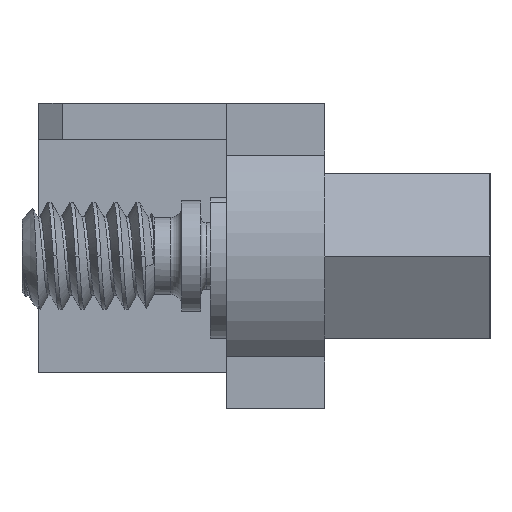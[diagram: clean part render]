
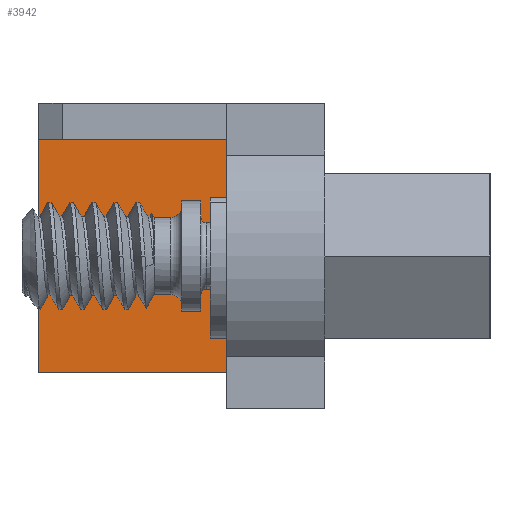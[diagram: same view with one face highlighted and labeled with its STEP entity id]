
A CAD part, left-side view. The second image highlights one B-rep face of the part: STEP entity #3942.
In plain terms, the highlighted planar face has unit normal (-1, 0, 0).
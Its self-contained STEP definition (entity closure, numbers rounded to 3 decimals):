
#624=FACE_OUTER_BOUND('',#904,.T.);
#904=EDGE_LOOP('',(#3044,#3045,#3046,#3047));
#1058=LINE('',#5702,#1374);
#1155=LINE('',#6039,#1471);
#1203=LINE('',#6146,#1519);
#1207=LINE('',#6154,#1523);
#1374=VECTOR('',#4637,4.23);
#1471=VECTOR('',#4978,4.23);
#1519=VECTOR('',#5094,3.42);
#1523=VECTOR('',#5106,3.42);
#1690=VERTEX_POINT('',#5699);
#1691=VERTEX_POINT('',#5701);
#1808=VERTEX_POINT('',#6036);
#1809=VERTEX_POINT('',#6038);
#2055=EDGE_CURVE('',#1691,#1690,#1058,.T.);
#2214=EDGE_CURVE('',#1808,#1809,#1155,.T.);
#2268=EDGE_CURVE('',#1691,#1808,#1203,.T.);
#2272=EDGE_CURVE('',#1690,#1809,#1207,.T.);
#3044=ORIENTED_EDGE('',*,*,#2214,.F.);
#3045=ORIENTED_EDGE('',*,*,#2268,.F.);
#3046=ORIENTED_EDGE('',*,*,#2055,.T.);
#3047=ORIENTED_EDGE('',*,*,#2272,.T.);
#3802=PLANE('',#4415);
#3942=ADVANCED_FACE('',(#624),#3802,.T.);
#4415=AXIS2_PLACEMENT_3D('',#6153,#5104,#5105);
#4637=DIRECTION('',(0.,0.,-1.));
#4978=DIRECTION('',(0.,0.,-1.));
#5094=DIRECTION('',(0.,-1.,0.));
#5104=DIRECTION('center_axis',(-1.,0.,0.));
#5105=DIRECTION('ref_axis',(0.,0.,-1.));
#5106=DIRECTION('',(0.,-1.,0.));
#5699=CARTESIAN_POINT('',(-5.27,0.,-2.115));
#5701=CARTESIAN_POINT('',(-5.27,0.,2.115));
#5702=CARTESIAN_POINT('',(-5.27,0.,2.115));
#6036=CARTESIAN_POINT('',(-5.27,-3.42,2.115));
#6038=CARTESIAN_POINT('',(-5.27,-3.42,-2.115));
#6039=CARTESIAN_POINT('',(-5.27,-3.42,2.115));
#6146=CARTESIAN_POINT('',(-5.27,0.,2.115));
#6153=CARTESIAN_POINT('Origin',(-5.27,0.,2.115));
#6154=CARTESIAN_POINT('',(-5.27,0.,-2.115));
